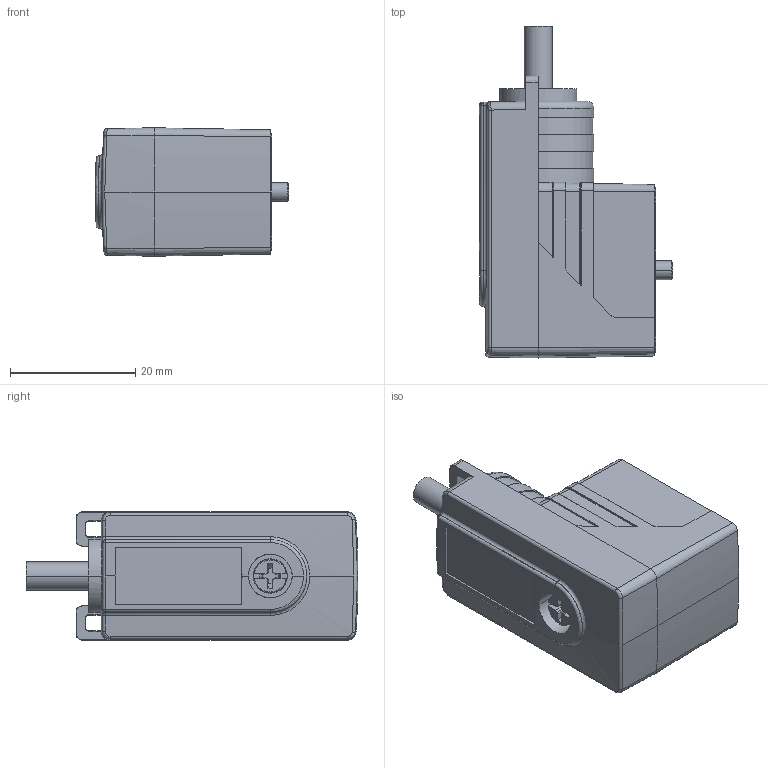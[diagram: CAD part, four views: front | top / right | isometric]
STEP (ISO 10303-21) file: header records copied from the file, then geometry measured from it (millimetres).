
FILE_DESCRIPTION((''),'2;1');
FILE_NAME('DM_CAD-2023','2014-09-23T',('Creinig-se'),(''),'PRO/ENGINEER BY PARAMETRIC TECHNOLOGY CORPORATION, 2013050','PRO/ENGINEER BY PARAMETRIC TECHNOLOGY CORPORATION, 2013050','');
FILE_SCHEMA(('CONFIG_CONTROL_DESIGN'));
Length unit declared in the file: millimetre
Products named in the file (1): DM_CAD-2023
Bounding box: 30.83 x 53 x 20.5 mm (x, y, z)
Volume: 18534.6 mm3; surface area: 5879.3 mm2
Topology: 1 solids, 3 shells, 377 faces, 1011 edges, 648 vertices
Faces by surface type: plane 210, cylinder 80, cone 42, bspline 27, torus 18
Entity records: 17417 total; most frequent: CARTESIAN_POINT 5067, ORIENTED_EDGE 2020, DIRECTION 1749, PRESENTATION_STYLE_ASSIGNMENT 1016, STYLED_ITEM 1013, CURVE_STYLE 1012, EDGE_CURVE 1010, VECTOR 667
